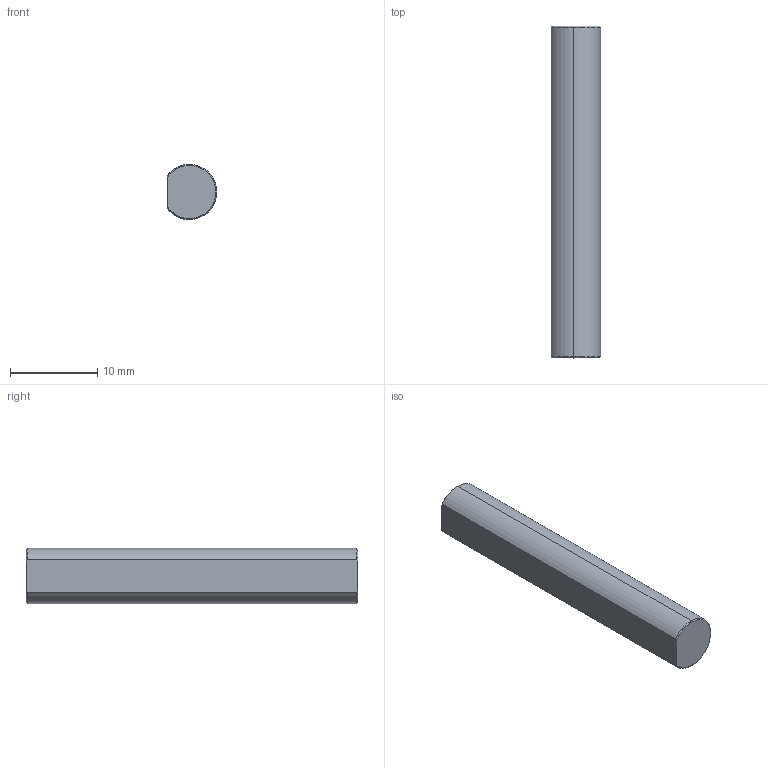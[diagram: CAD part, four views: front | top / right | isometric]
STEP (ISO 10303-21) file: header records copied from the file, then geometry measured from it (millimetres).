
FILE_DESCRIPTION (( 'STEP AP203' ), '1' );
FILE_NAME ('634064.STEP', '2014-07-23T14:46:33', ( 'Kyle' ), ( 'Microsoft' ), 'SwSTEP 2.0', 'SolidWorks 2014', '' );
FILE_SCHEMA (( 'CONFIG_CONTROL_DESIGN' ));
Length unit declared in the file: inch
Products named in the file (1): 634064
Bounding box: 5.71 x 38.1 x 6.34 mm (x, y, z)
Volume: 1141.8 mm3; surface area: 806.3 mm2
Topology: 1 solids, 1 shells, 12 faces, 26 edges, 16 vertices
Faces by surface type: cone 6, cylinder 3, plane 3
Entity records: 413 total; most frequent: CARTESIAN_POINT 67, DIRECTION 60, ORIENTED_EDGE 52, EDGE_CURVE 26, AXIS2_PLACEMENT_3D 25, VERTEX_POINT 16, EDGE_LOOP 12, ADVANCED_FACE 12
